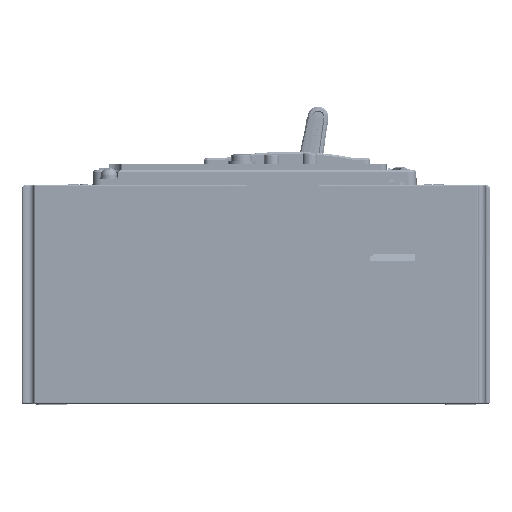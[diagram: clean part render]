
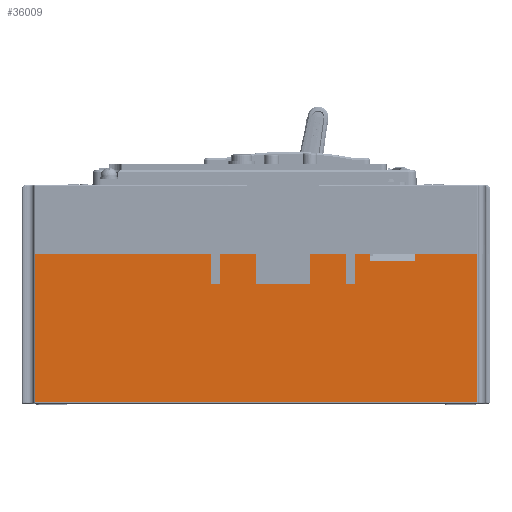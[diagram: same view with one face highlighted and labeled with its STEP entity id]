
A CAD part, left-side view. The second image highlights one B-rep face of the part: STEP entity #36009.
In plain terms, the highlighted planar face has unit normal (-1, 0, 0).
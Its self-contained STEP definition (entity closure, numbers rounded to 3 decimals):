
#8741=DIRECTION('',(0.,-1.,0.));
#8742=VECTOR('',#8741,147.127);
#8743=CARTESIAN_POINT('',(461.,249.064,-9.5));
#8744=LINE('',#8743,#8742);
#8799=DIRECTION('',(0.,0.,-1.));
#8800=VECTOR('',#8799,49.5);
#8801=CARTESIAN_POINT('',(461.,249.064,40.));
#8802=LINE('',#8801,#8800);
#8803=DIRECTION('',(0.,0.,1.));
#8804=VECTOR('',#8803,2.5);
#8805=CARTESIAN_POINT('',(461.,122.5,37.5));
#8806=LINE('',#8805,#8804);
#8807=DIRECTION('',(0.,-1.,0.));
#8808=VECTOR('',#8807,20.564);
#8809=CARTESIAN_POINT('',(461.,122.5,40.));
#8810=LINE('',#8809,#8808);
#8811=DIRECTION('',(0.,-1.,0.));
#8812=VECTOR('',#8811,58.564);
#8813=CARTESIAN_POINT('',(461.,249.064,40.));
#8814=LINE('',#8813,#8812);
#8815=DIRECTION('',(0.,-1.,0.));
#8816=VECTOR('',#8815,12.);
#8817=CARTESIAN_POINT('',(461.,187.5,40.));
#8818=LINE('',#8817,#8816);
#8819=DIRECTION('',(0.,0.,-1.));
#8820=VECTOR('',#8819,10.);
#8821=CARTESIAN_POINT('',(461.,175.5,40.));
#8822=LINE('',#8821,#8820);
#8823=DIRECTION('',(0.,-1.,0.));
#8824=VECTOR('',#8823,18.);
#8825=CARTESIAN_POINT('',(461.,175.5,30.));
#8826=LINE('',#8825,#8824);
#8827=DIRECTION('',(0.,0.,1.));
#8828=VECTOR('',#8827,10.);
#8829=CARTESIAN_POINT('',(461.,157.5,30.));
#8830=LINE('',#8829,#8828);
#8831=DIRECTION('',(0.,-1.,0.));
#8832=VECTOR('',#8831,12.);
#8833=CARTESIAN_POINT('',(461.,157.5,40.));
#8834=LINE('',#8833,#8832);
#8835=DIRECTION('',(0.,0.,-1.));
#8836=VECTOR('',#8835,10.);
#8837=CARTESIAN_POINT('',(461.,145.5,40.));
#8838=LINE('',#8837,#8836);
#8839=DIRECTION('',(0.,-1.,0.));
#8840=VECTOR('',#8839,3.);
#8841=CARTESIAN_POINT('',(461.,145.5,30.));
#8842=LINE('',#8841,#8840);
#8843=DIRECTION('',(0.,0.,1.));
#8844=VECTOR('',#8843,10.);
#8845=CARTESIAN_POINT('',(461.,142.5,30.));
#8846=LINE('',#8845,#8844);
#8847=DIRECTION('',(0.,-1.,0.));
#8848=VECTOR('',#8847,5.);
#8849=CARTESIAN_POINT('',(461.,142.5,40.));
#8850=LINE('',#8849,#8848);
#8855=DIRECTION('',(0.,1.,0.));
#8856=VECTOR('',#8855,15.);
#8857=CARTESIAN_POINT('',(461.,122.5,37.5));
#8858=LINE('',#8857,#8856);
#8859=DIRECTION('',(0.,0.,1.));
#8860=VECTOR('',#8859,2.5);
#8861=CARTESIAN_POINT('',(461.,137.5,37.5));
#8862=LINE('',#8861,#8860);
#8871=DIRECTION('',(0.,0.,1.));
#8872=VECTOR('',#8871,49.5);
#8873=CARTESIAN_POINT('',(461.,101.936,-9.5));
#8874=LINE('',#8873,#8872);
#10062=DIRECTION('',(0.,0.,1.));
#10063=VECTOR('',#10062,10.);
#10064=CARTESIAN_POINT('',(461.,190.5,30.));
#10065=LINE('',#10064,#10063);
#10094=DIRECTION('',(0.,0.,-1.));
#10095=VECTOR('',#10094,10.);
#10096=CARTESIAN_POINT('',(461.,187.5,40.));
#10097=LINE('',#10096,#10095);
#10102=DIRECTION('',(0.,1.,0.));
#10103=VECTOR('',#10102,3.);
#10104=CARTESIAN_POINT('',(461.,187.5,30.));
#10105=LINE('',#10104,#10103);
#18134=CARTESIAN_POINT('',(461.,101.936,40.));
#18135=VERTEX_POINT('',#18134);
#18136=CARTESIAN_POINT('',(461.,122.5,40.));
#18137=VERTEX_POINT('',#18136);
#18142=CARTESIAN_POINT('',(461.,137.5,40.));
#18143=VERTEX_POINT('',#18142);
#18144=CARTESIAN_POINT('',(461.,142.5,40.));
#18145=VERTEX_POINT('',#18144);
#18150=CARTESIAN_POINT('',(461.,145.5,40.));
#18151=VERTEX_POINT('',#18150);
#18152=CARTESIAN_POINT('',(461.,157.5,40.));
#18153=VERTEX_POINT('',#18152);
#18158=CARTESIAN_POINT('',(461.,175.5,40.));
#18159=VERTEX_POINT('',#18158);
#18160=CARTESIAN_POINT('',(461.,187.5,40.));
#18161=VERTEX_POINT('',#18160);
#18166=CARTESIAN_POINT('',(461.,190.5,40.));
#18167=VERTEX_POINT('',#18166);
#18168=CARTESIAN_POINT('',(461.,249.064,40.));
#18169=VERTEX_POINT('',#18168);
#19923=CARTESIAN_POINT('',(461.,122.5,37.5));
#19924=VERTEX_POINT('',#19923);
#19925=CARTESIAN_POINT('',(461.,137.5,37.5));
#19926=VERTEX_POINT('',#19925);
#19927=CARTESIAN_POINT('',(461.,101.936,-9.5));
#19928=VERTEX_POINT('',#19927);
#19929=CARTESIAN_POINT('',(461.,249.064,-9.5));
#19930=VERTEX_POINT('',#19929);
#19931=CARTESIAN_POINT('',(461.,190.5,30.));
#19932=VERTEX_POINT('',#19931);
#19933=CARTESIAN_POINT('',(461.,187.5,30.));
#19934=VERTEX_POINT('',#19933);
#19935=CARTESIAN_POINT('',(461.,175.5,30.));
#19936=VERTEX_POINT('',#19935);
#19937=CARTESIAN_POINT('',(461.,157.5,30.));
#19938=VERTEX_POINT('',#19937);
#19939=CARTESIAN_POINT('',(461.,145.5,30.));
#19940=VERTEX_POINT('',#19939);
#19941=CARTESIAN_POINT('',(461.,142.5,30.));
#19942=VERTEX_POINT('',#19941);
#35969=CARTESIAN_POINT('',(461.,232.5,0.));
#35970=DIRECTION('',(-1.,0.,0.));
#35971=DIRECTION('',(0.,1.,0.));
#35972=AXIS2_PLACEMENT_3D('',#35969,#35970,#35971);
#35973=PLANE('',#35972);
#35975=ORIENTED_EDGE('',*,*,#35974,.T.);
#35976=ORIENTED_EDGE('',*,*,#23270,.T.);
#35978=ORIENTED_EDGE('',*,*,#35977,.F.);
#35979=ORIENTED_EDGE('',*,*,#35837,.F.);
#35980=ORIENTED_EDGE('',*,*,#35962,.F.);
#35981=ORIENTED_EDGE('',*,*,#23302,.T.);
#35983=ORIENTED_EDGE('',*,*,#35982,.F.);
#35985=ORIENTED_EDGE('',*,*,#35984,.F.);
#35987=ORIENTED_EDGE('',*,*,#35986,.F.);
#35988=ORIENTED_EDGE('',*,*,#23294,.T.);
#35990=ORIENTED_EDGE('',*,*,#35989,.T.);
#35992=ORIENTED_EDGE('',*,*,#35991,.T.);
#35994=ORIENTED_EDGE('',*,*,#35993,.T.);
#35995=ORIENTED_EDGE('',*,*,#23286,.T.);
#35997=ORIENTED_EDGE('',*,*,#35996,.T.);
#35999=ORIENTED_EDGE('',*,*,#35998,.T.);
#36001=ORIENTED_EDGE('',*,*,#36000,.T.);
#36002=ORIENTED_EDGE('',*,*,#23278,.T.);
#36004=ORIENTED_EDGE('',*,*,#36003,.F.);
#36006=ORIENTED_EDGE('',*,*,#36005,.F.);
#36007=EDGE_LOOP('',(#35975,#35976,#35978,#35979,#35980,#35981,#35983,#35985,
#35987,#35988,#35990,#35992,#35994,#35995,#35997,#35999,#36001,#36002,#36004,
#36006));
#36008=FACE_OUTER_BOUND('',#36007,.F.);
#36009=ADVANCED_FACE('',(#36008),#35973,.T.);
#23270=EDGE_CURVE('',#18137,#18135,#8810,.T.);
#23278=EDGE_CURVE('',#18145,#18143,#8850,.T.);
#23286=EDGE_CURVE('',#18153,#18151,#8834,.T.);
#23294=EDGE_CURVE('',#18161,#18159,#8818,.T.);
#23302=EDGE_CURVE('',#18169,#18167,#8814,.T.);
#35837=EDGE_CURVE('',#19930,#19928,#8744,.T.);
#35962=EDGE_CURVE('',#18169,#19930,#8802,.T.);
#35974=EDGE_CURVE('',#19924,#18137,#8806,.T.);
#35977=EDGE_CURVE('',#19928,#18135,#8874,.T.);
#35982=EDGE_CURVE('',#19932,#18167,#10065,.T.);
#35984=EDGE_CURVE('',#19934,#19932,#10105,.T.);
#35986=EDGE_CURVE('',#18161,#19934,#10097,.T.);
#35989=EDGE_CURVE('',#18159,#19936,#8822,.T.);
#35991=EDGE_CURVE('',#19936,#19938,#8826,.T.);
#35993=EDGE_CURVE('',#19938,#18153,#8830,.T.);
#35996=EDGE_CURVE('',#18151,#19940,#8838,.T.);
#35998=EDGE_CURVE('',#19940,#19942,#8842,.T.);
#36000=EDGE_CURVE('',#19942,#18145,#8846,.T.);
#36003=EDGE_CURVE('',#19926,#18143,#8862,.T.);
#36005=EDGE_CURVE('',#19924,#19926,#8858,.T.);
